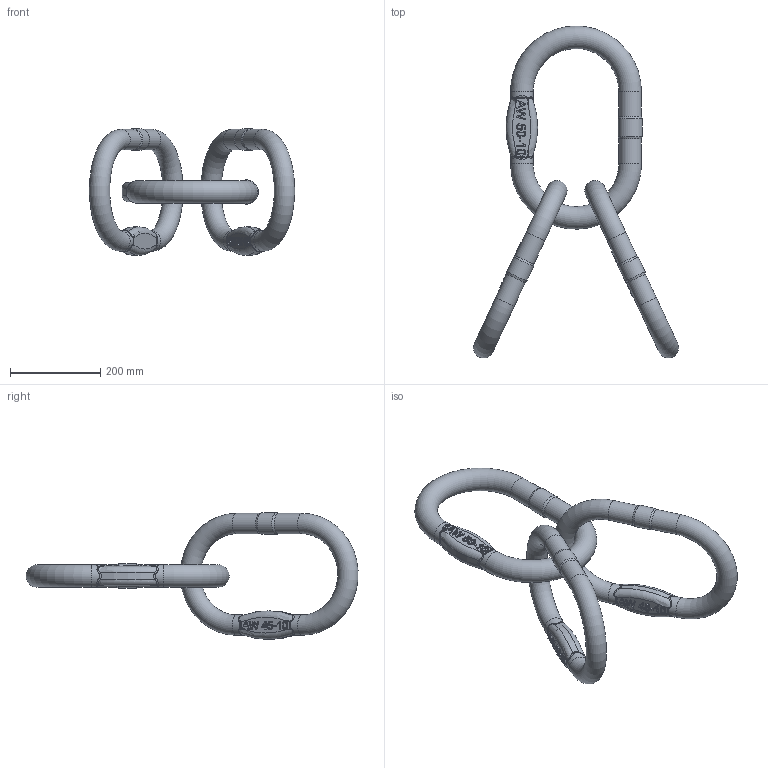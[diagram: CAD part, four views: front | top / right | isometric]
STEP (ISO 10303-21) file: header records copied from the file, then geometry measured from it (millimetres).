
FILE_DESCRIPTION(/* description */ (''),/* implementation_level */ '2;1');
FILE_NAME(/* name */ 'VAW 22 Kundenmodell.stp',/* time_stamp */ '2016-04-13T15:58:18+02:00',/* author */ (''),/* organization */ (''),/* preprocessor_version */ 'ST-DEVELOPER v15',/* originating_system */ 'SIEMENS PLM Software NX 9.0',/* authorisation */ '');
FILE_SCHEMA (('AUTOMOTIVE_DESIGN { 1 0 10303 214 3 1 1 1 }'));
Length unit declared in the file: millimetre
Products named in the file (1): ZER1824F2C3k772
Bounding box: 454.24 x 735.37 x 280.69 mm (x, y, z)
Volume: 5630054.1 mm3; surface area: 477530.7 mm2
Topology: 3 solids, 3 shells, 387 faces, 971 edges, 590 vertices
Faces by surface type: plane 167, bspline 108, extrusion 55, cylinder 33, torus 18, cone 6
Full cylindrical faces by diameter (mm): 45 x8, 48.375 x2, 50 x4, 53.75 x1
Entity records: 15978 total; most frequent: CARTESIAN_POINT 8232, ORIENTED_EDGE 1832, DIRECTION 1100, EDGE_CURVE 916, VERTEX_POINT 584, B_SPLINE_CURVE_WITH_KNOTS 512, EDGE_LOOP 442, ADVANCED_FACE 387
